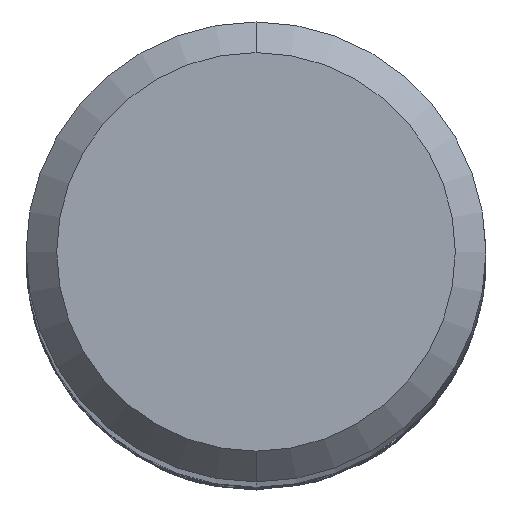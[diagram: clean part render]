
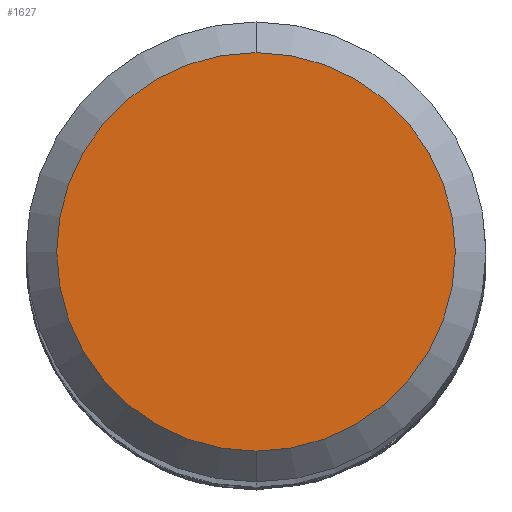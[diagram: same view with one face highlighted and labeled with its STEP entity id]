
A CAD part, top view. The second image highlights one B-rep face of the part: STEP entity #1627.
In plain terms, the highlighted planar face has unit normal (0, 0, 1).
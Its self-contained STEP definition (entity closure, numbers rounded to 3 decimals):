
#1627=ADVANCED_FACE('',(#4173),#4174,.T.);
#1709=EDGE_CURVE('',#2317,#3023,#4263,.T.);
#2317=VERTEX_POINT('',#4928);
#2399=EDGE_CURVE('',#3023,#2317,#5016,.T.);
#3023=VERTEX_POINT('',#5701);
#4173=FACE_OUTER_BOUND('',#10062,.T.);
#4174=PLANE('',#10063);
#4263=CIRCLE('',#11065,2.6);
#4928=CARTESIAN_POINT('',(0.0,2.6,0.0));
#5016=CIRCLE('',#16744,2.6);
#5701=CARTESIAN_POINT('',(0.,-2.6,0.0));
#10062=EDGE_LOOP('',(#30690,#30691));
#10063=AXIS2_PLACEMENT_3D('',#30692,#30693,#30694);
#11065=AXIS2_PLACEMENT_3D('',#30772,#30773,#30774);
#16744=AXIS2_PLACEMENT_3D('',#31654,#31655,#31656);
#30690=ORIENTED_EDGE('',*,*,#1709,.F.);
#30691=ORIENTED_EDGE('',*,*,#2399,.F.);
#30692=CARTESIAN_POINT('',(0.0,1.3,0.0));
#30693=DIRECTION('',(-0.0,0.0,1.0));
#30694=DIRECTION('',(0.0,-1.0,0.0));
#30772=CARTESIAN_POINT('',(0.0,0.0,0.0));
#30773=DIRECTION('',(0.0,0.0,-1.0));
#30774=DIRECTION('',(0.0,1.0,0.0));
#31654=CARTESIAN_POINT('',(0.0,0.0,0.0));
#31655=DIRECTION('',(0.0,0.0,-1.0));
#31656=DIRECTION('',(0.0,1.0,0.0));
